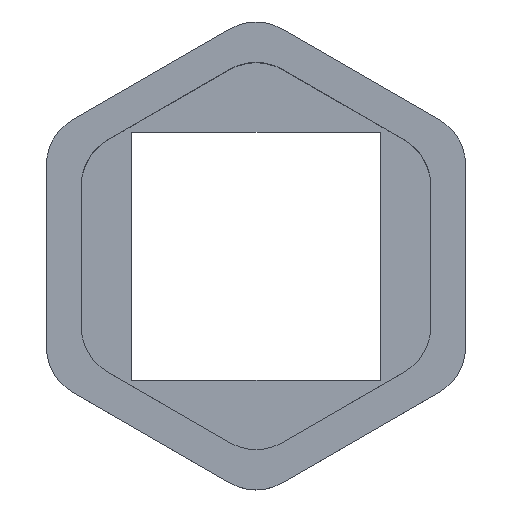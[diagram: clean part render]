
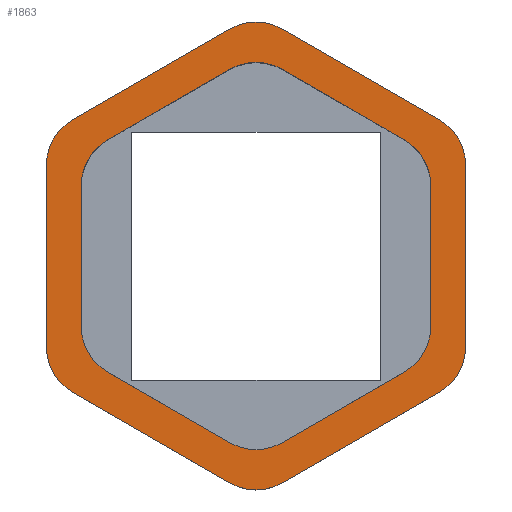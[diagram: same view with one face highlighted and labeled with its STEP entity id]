
A CAD part, top view. The second image highlights one B-rep face of the part: STEP entity #1863.
In plain terms, the highlighted planar face has unit normal (0, 0, 1).
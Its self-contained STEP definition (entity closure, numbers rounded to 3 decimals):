
#23=FACE_BOUND('',#308,.T.);
#111=PLANE('',#2030);
#208=FACE_OUTER_BOUND('',#307,.T.);
#307=EDGE_LOOP('',(#1717,#1718,#1719,#1720,#1721,#1722,#1723,#1724,#1725,
#1726,#1727,#1728));
#308=EDGE_LOOP('',(#1729,#1730,#1731,#1732,#1733,#1734,#1735,#1736,#1737,
#1738,#1739,#1740));
#347=CIRCLE('',#1972,3.);
#348=CIRCLE('',#1975,3.);
#349=CIRCLE('',#1978,3.);
#356=CIRCLE('',#2004,3.);
#357=CIRCLE('',#2007,3.);
#358=CIRCLE('',#2010,3.);
#359=CIRCLE('',#2013,3.);
#360=CIRCLE('',#2016,3.);
#361=CIRCLE('',#2019,3.);
#362=CIRCLE('',#2022,3.);
#363=CIRCLE('',#2025,3.);
#364=CIRCLE('',#2028,3.);
#503=LINE('',#3005,#690);
#506=LINE('',#3013,#693);
#509=LINE('',#3021,#696);
#528=LINE('',#3092,#715);
#531=LINE('',#3100,#718);
#533=LINE('',#3106,#720);
#537=LINE('',#3116,#724);
#540=LINE('',#3124,#727);
#543=LINE('',#3132,#730);
#546=LINE('',#3140,#733);
#549=LINE('',#3148,#736);
#551=LINE('',#3154,#738);
#690=VECTOR('',#2363,10.);
#693=VECTOR('',#2372,10.);
#696=VECTOR('',#2381,10.);
#715=VECTOR('',#2452,10.);
#718=VECTOR('',#2461,10.);
#720=VECTOR('',#2469,10.);
#724=VECTOR('',#2479,10.);
#727=VECTOR('',#2488,10.);
#730=VECTOR('',#2497,10.);
#733=VECTOR('',#2506,10.);
#736=VECTOR('',#2515,10.);
#738=VECTOR('',#2523,10.);
#887=VERTEX_POINT('',#2997);
#888=VERTEX_POINT('',#2999);
#889=VERTEX_POINT('',#3003);
#890=VERTEX_POINT('',#3007);
#891=VERTEX_POINT('',#3011);
#892=VERTEX_POINT('',#3015);
#893=VERTEX_POINT('',#3019);
#902=VERTEX_POINT('',#3086);
#903=VERTEX_POINT('',#3090);
#904=VERTEX_POINT('',#3094);
#905=VERTEX_POINT('',#3098);
#906=VERTEX_POINT('',#3102);
#907=VERTEX_POINT('',#3108);
#908=VERTEX_POINT('',#3110);
#909=VERTEX_POINT('',#3114);
#910=VERTEX_POINT('',#3118);
#911=VERTEX_POINT('',#3122);
#912=VERTEX_POINT('',#3126);
#913=VERTEX_POINT('',#3130);
#914=VERTEX_POINT('',#3134);
#915=VERTEX_POINT('',#3138);
#916=VERTEX_POINT('',#3142);
#917=VERTEX_POINT('',#3146);
#918=VERTEX_POINT('',#3150);
#1122=EDGE_CURVE('',#887,#888,#347,.F.);
#1125=EDGE_CURVE('',#887,#889,#503,.T.);
#1127=EDGE_CURVE('',#890,#889,#348,.F.);
#1129=EDGE_CURVE('',#890,#891,#506,.T.);
#1131=EDGE_CURVE('',#892,#891,#349,.F.);
#1133=EDGE_CURVE('',#892,#893,#509,.T.);
#1159=EDGE_CURVE('',#902,#893,#356,.F.);
#1161=EDGE_CURVE('',#902,#903,#528,.T.);
#1163=EDGE_CURVE('',#904,#903,#357,.F.);
#1165=EDGE_CURVE('',#904,#905,#531,.T.);
#1167=EDGE_CURVE('',#906,#905,#358,.F.);
#1168=EDGE_CURVE('',#906,#888,#533,.T.);
#1170=EDGE_CURVE('',#907,#908,#359,.F.);
#1173=EDGE_CURVE('',#907,#909,#537,.T.);
#1175=EDGE_CURVE('',#910,#909,#360,.F.);
#1177=EDGE_CURVE('',#910,#911,#540,.T.);
#1179=EDGE_CURVE('',#912,#911,#361,.F.);
#1181=EDGE_CURVE('',#912,#913,#543,.T.);
#1183=EDGE_CURVE('',#914,#913,#362,.F.);
#1185=EDGE_CURVE('',#914,#915,#546,.T.);
#1187=EDGE_CURVE('',#916,#915,#363,.F.);
#1189=EDGE_CURVE('',#916,#917,#549,.T.);
#1191=EDGE_CURVE('',#918,#917,#364,.F.);
#1192=EDGE_CURVE('',#918,#908,#551,.T.);
#1717=ORIENTED_EDGE('',*,*,#1131,.F.);
#1718=ORIENTED_EDGE('',*,*,#1133,.T.);
#1719=ORIENTED_EDGE('',*,*,#1159,.F.);
#1720=ORIENTED_EDGE('',*,*,#1161,.T.);
#1721=ORIENTED_EDGE('',*,*,#1163,.F.);
#1722=ORIENTED_EDGE('',*,*,#1165,.T.);
#1723=ORIENTED_EDGE('',*,*,#1167,.F.);
#1724=ORIENTED_EDGE('',*,*,#1168,.T.);
#1725=ORIENTED_EDGE('',*,*,#1122,.F.);
#1726=ORIENTED_EDGE('',*,*,#1125,.T.);
#1727=ORIENTED_EDGE('',*,*,#1127,.F.);
#1728=ORIENTED_EDGE('',*,*,#1129,.T.);
#1729=ORIENTED_EDGE('',*,*,#1192,.T.);
#1730=ORIENTED_EDGE('',*,*,#1170,.F.);
#1731=ORIENTED_EDGE('',*,*,#1173,.T.);
#1732=ORIENTED_EDGE('',*,*,#1175,.F.);
#1733=ORIENTED_EDGE('',*,*,#1177,.T.);
#1734=ORIENTED_EDGE('',*,*,#1179,.F.);
#1735=ORIENTED_EDGE('',*,*,#1181,.T.);
#1736=ORIENTED_EDGE('',*,*,#1183,.F.);
#1737=ORIENTED_EDGE('',*,*,#1185,.T.);
#1738=ORIENTED_EDGE('',*,*,#1187,.F.);
#1739=ORIENTED_EDGE('',*,*,#1189,.T.);
#1740=ORIENTED_EDGE('',*,*,#1191,.F.);
#1863=ADVANCED_FACE('',(#208,#23),#111,.T.);
#1972=AXIS2_PLACEMENT_3D('',#3000,#2357,#2358);
#1975=AXIS2_PLACEMENT_3D('',#3009,#2367,#2368);
#1978=AXIS2_PLACEMENT_3D('',#3017,#2376,#2377);
#2004=AXIS2_PLACEMENT_3D('',#3088,#2447,#2448);
#2007=AXIS2_PLACEMENT_3D('',#3096,#2456,#2457);
#2010=AXIS2_PLACEMENT_3D('',#3104,#2465,#2466);
#2013=AXIS2_PLACEMENT_3D('',#3111,#2473,#2474);
#2016=AXIS2_PLACEMENT_3D('',#3120,#2483,#2484);
#2019=AXIS2_PLACEMENT_3D('',#3128,#2492,#2493);
#2022=AXIS2_PLACEMENT_3D('',#3136,#2501,#2502);
#2025=AXIS2_PLACEMENT_3D('',#3144,#2510,#2511);
#2028=AXIS2_PLACEMENT_3D('',#3152,#2519,#2520);
#2030=AXIS2_PLACEMENT_3D('',#3155,#2524,#2525);
#2357=DIRECTION('center_axis',(0.,0.,1.));
#2358=DIRECTION('ref_axis',(0.,-1.,0.));
#2363=DIRECTION('',(0.866,0.5,0.));
#2367=DIRECTION('center_axis',(0.,0.,1.));
#2368=DIRECTION('ref_axis',(0.866,-0.5,0.));
#2372=DIRECTION('',(0.,1.,0.));
#2376=DIRECTION('center_axis',(0.,0.,1.));
#2377=DIRECTION('ref_axis',(0.866,0.5,0.));
#2381=DIRECTION('',(-0.866,0.5,0.));
#2447=DIRECTION('center_axis',(0.,0.,1.));
#2448=DIRECTION('ref_axis',(0.,1.,0.));
#2452=DIRECTION('',(-0.866,-0.5,0.));
#2456=DIRECTION('center_axis',(0.,0.,1.));
#2457=DIRECTION('ref_axis',(-0.866,0.5,0.));
#2461=DIRECTION('',(0.,-1.,0.));
#2465=DIRECTION('center_axis',(0.,0.,1.));
#2466=DIRECTION('ref_axis',(-0.866,-0.5,0.));
#2469=DIRECTION('',(0.866,-0.5,0.));
#2473=DIRECTION('center_axis',(0.,0.,-1.));
#2474=DIRECTION('ref_axis',(0.,1.,0.));
#2479=DIRECTION('',(0.866,-0.5,0.));
#2483=DIRECTION('center_axis',(0.,0.,-1.));
#2484=DIRECTION('ref_axis',(0.866,0.5,0.));
#2488=DIRECTION('',(0.,-1.,0.));
#2492=DIRECTION('center_axis',(0.,0.,-1.));
#2493=DIRECTION('ref_axis',(0.866,-0.5,0.));
#2497=DIRECTION('',(-0.866,-0.5,0.));
#2501=DIRECTION('center_axis',(0.,0.,-1.));
#2502=DIRECTION('ref_axis',(0.,-1.,0.));
#2506=DIRECTION('',(-0.866,0.5,0.));
#2510=DIRECTION('center_axis',(0.,0.,-1.));
#2511=DIRECTION('ref_axis',(-0.866,-0.5,0.));
#2515=DIRECTION('',(0.,1.,0.));
#2519=DIRECTION('center_axis',(0.,0.,-1.));
#2520=DIRECTION('ref_axis',(-0.866,0.5,0.));
#2523=DIRECTION('',(0.866,0.5,0.));
#2524=DIRECTION('center_axis',(0.,0.,1.));
#2525=DIRECTION('ref_axis',(1.,0.,0.));
#2997=CARTESIAN_POINT('',(104.,14.51,10.));
#2999=CARTESIAN_POINT('',(101.,14.51,10.));
#3000=CARTESIAN_POINT('Origin',(102.5,17.108,10.));
#3003=CARTESIAN_POINT('',(113.,19.706,10.));
#3005=CARTESIAN_POINT('',(105.5,15.376,10.));
#3007=CARTESIAN_POINT('',(114.5,22.304,10.));
#3009=CARTESIAN_POINT('Origin',(111.5,22.304,10.));
#3011=CARTESIAN_POINT('',(114.5,32.696,10.));
#3013=CARTESIAN_POINT('',(114.5,24.036,10.));
#3015=CARTESIAN_POINT('',(113.,35.294,10.));
#3017=CARTESIAN_POINT('Origin',(111.5,32.696,10.));
#3019=CARTESIAN_POINT('',(104.,40.49,10.));
#3021=CARTESIAN_POINT('',(111.5,36.16,10.));
#3086=CARTESIAN_POINT('',(101.,40.49,10.));
#3088=CARTESIAN_POINT('Origin',(102.5,37.892,10.));
#3090=CARTESIAN_POINT('',(92.,35.294,10.));
#3092=CARTESIAN_POINT('',(99.5,39.624,10.));
#3094=CARTESIAN_POINT('',(90.5,32.696,10.));
#3096=CARTESIAN_POINT('Origin',(93.5,32.696,10.));
#3098=CARTESIAN_POINT('',(90.5,22.304,10.));
#3100=CARTESIAN_POINT('',(90.5,30.964,10.));
#3102=CARTESIAN_POINT('',(92.,19.706,10.));
#3104=CARTESIAN_POINT('Origin',(93.5,22.304,10.));
#3106=CARTESIAN_POINT('',(93.5,18.84,10.));
#3108=CARTESIAN_POINT('',(104.,38.181,10.));
#3110=CARTESIAN_POINT('',(101.,38.181,10.));
#3111=CARTESIAN_POINT('Origin',(102.5,35.583,10.));
#3114=CARTESIAN_POINT('',(111.,34.14,10.));
#3116=CARTESIAN_POINT('',(105.,37.604,10.));
#3118=CARTESIAN_POINT('',(112.5,31.541,10.));
#3120=CARTESIAN_POINT('Origin',(109.5,31.541,10.));
#3122=CARTESIAN_POINT('',(112.5,23.459,10.));
#3124=CARTESIAN_POINT('',(112.5,30.387,10.));
#3126=CARTESIAN_POINT('',(111.,20.86,10.));
#3128=CARTESIAN_POINT('Origin',(109.5,23.459,10.));
#3130=CARTESIAN_POINT('',(104.,16.819,10.));
#3132=CARTESIAN_POINT('',(110.,20.283,10.));
#3134=CARTESIAN_POINT('',(101.,16.819,10.));
#3136=CARTESIAN_POINT('Origin',(102.5,19.417,10.));
#3138=CARTESIAN_POINT('',(94.,20.86,10.));
#3140=CARTESIAN_POINT('',(100.,17.396,10.));
#3142=CARTESIAN_POINT('',(92.5,23.459,10.));
#3144=CARTESIAN_POINT('Origin',(95.5,23.459,10.));
#3146=CARTESIAN_POINT('',(92.5,31.541,10.));
#3148=CARTESIAN_POINT('',(92.5,24.613,10.));
#3150=CARTESIAN_POINT('',(94.,34.14,10.));
#3152=CARTESIAN_POINT('Origin',(95.5,31.541,10.));
#3154=CARTESIAN_POINT('',(95.,34.717,10.));
#3155=CARTESIAN_POINT('Origin',(102.5,27.5,10.));
